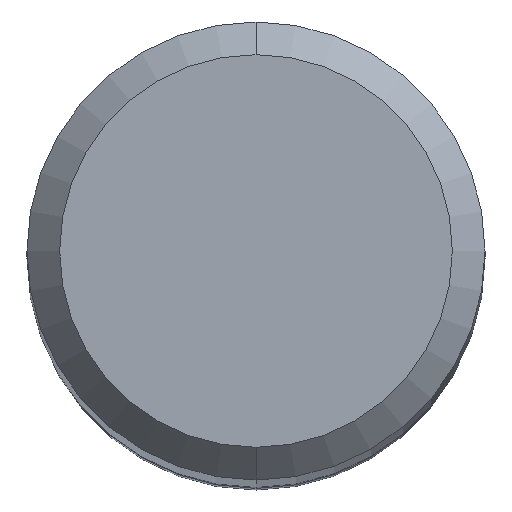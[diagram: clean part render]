
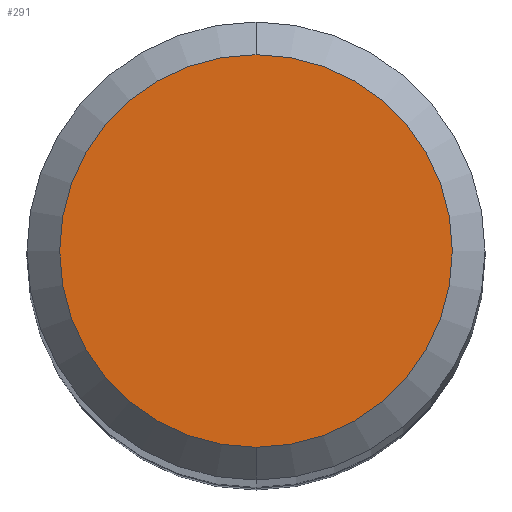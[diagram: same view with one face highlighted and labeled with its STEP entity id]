
A CAD part, top view. The second image highlights one B-rep face of the part: STEP entity #291.
In plain terms, the highlighted planar face has unit normal (0, 0, 1).
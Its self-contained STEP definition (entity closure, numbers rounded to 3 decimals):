
#235=VERTEX_POINT('',#480);
#291=ADVANCED_FACE('',(#543),#544,.T.);
#299=EDGE_CURVE('',#235,#309,#554,.T.);
#307=EDGE_CURVE('',#309,#235,#563,.T.);
#309=VERTEX_POINT('',#565);
#480=CARTESIAN_POINT('',(0.0,1.8,0.0));
#543=FACE_OUTER_BOUND('',#845,.T.);
#544=PLANE('',#846);
#554=CIRCLE('',#858,1.8);
#563=CIRCLE('',#870,1.8);
#565=CARTESIAN_POINT('',(0.,-1.8,0.0));
#845=EDGE_LOOP('',(#1158,#1159));
#846=AXIS2_PLACEMENT_3D('',#1160,#1161,#1162);
#858=AXIS2_PLACEMENT_3D('',#1182,#1183,#1184);
#870=AXIS2_PLACEMENT_3D('',#1194,#1195,#1196);
#1158=ORIENTED_EDGE('',*,*,#299,.F.);
#1159=ORIENTED_EDGE('',*,*,#307,.F.);
#1160=CARTESIAN_POINT('',(0.0,0.9,0.0));
#1161=DIRECTION('',(-0.0,0.0,1.0));
#1162=DIRECTION('',(0.0,-1.0,0.0));
#1182=CARTESIAN_POINT('',(0.0,0.0,0.0));
#1183=DIRECTION('',(0.0,0.0,-1.0));
#1184=DIRECTION('',(0.0,1.0,0.0));
#1194=CARTESIAN_POINT('',(0.0,0.0,0.0));
#1195=DIRECTION('',(0.0,0.0,-1.0));
#1196=DIRECTION('',(0.0,1.0,0.0));
